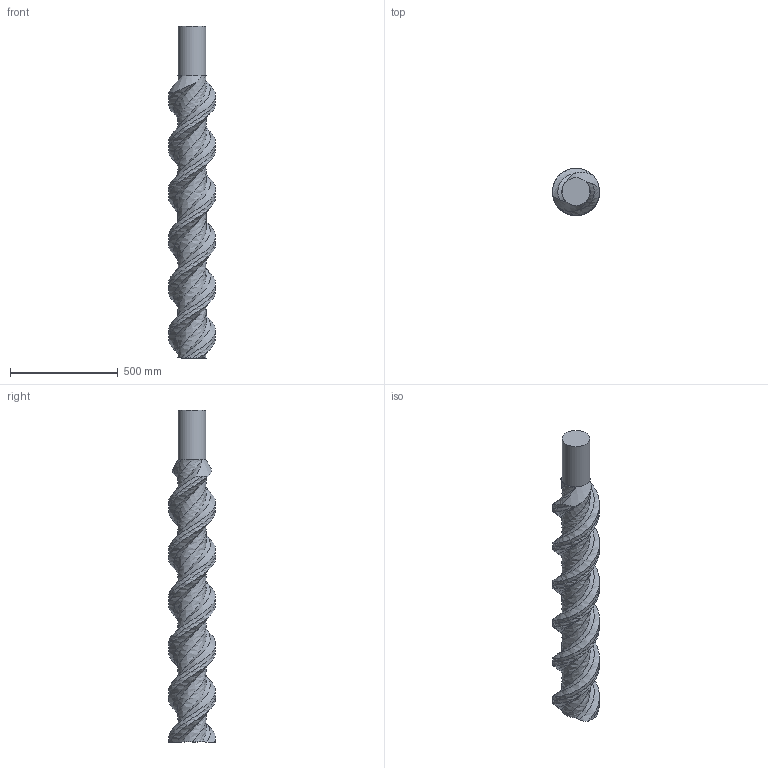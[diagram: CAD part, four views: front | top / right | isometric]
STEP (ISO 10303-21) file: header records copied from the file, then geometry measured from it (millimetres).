
FILE_DESCRIPTION(('Open CASCADE Model'),'2;1');
FILE_NAME('Open CASCADE Shape Model','2025-03-20T20:22:59',('Author'),( 'Open CASCADE'),'Open CASCADE STEP processor 7.7','Open CASCADE 7.7' ,'Unknown');
FILE_SCHEMA(('AUTOMOTIVE_DESIGN { 1 0 10303 214 1 1 1 1 }'));
Length unit declared in the file: millimetre
Products named in the file (1): Open CASCADE STEP translator 7.7 15
Bounding box: 218.33 x 218.33 x 1540 mm (x, y, z)
Volume: 31180912.5 mm3; surface area: 998743.2 mm2
Topology: 1 solids, 1 shells, 20 faces, 54 edges, 36 vertices
Faces by surface type: bspline 16, plane 2, cone 1, cylinder 1
Full cylindrical faces by diameter (mm): 129 x1
Entity records: 8438 total; most frequent: CARTESIAN_POINT 7670, ORIENTED_EDGE 108, PCURVE 108, DEFINITIONAL_REPRESENTATION 108, B_SPLINE_CURVE_WITH_KNOTS 69, DIRECTION 58, EDGE_CURVE 54, SURFACE_CURVE 52
